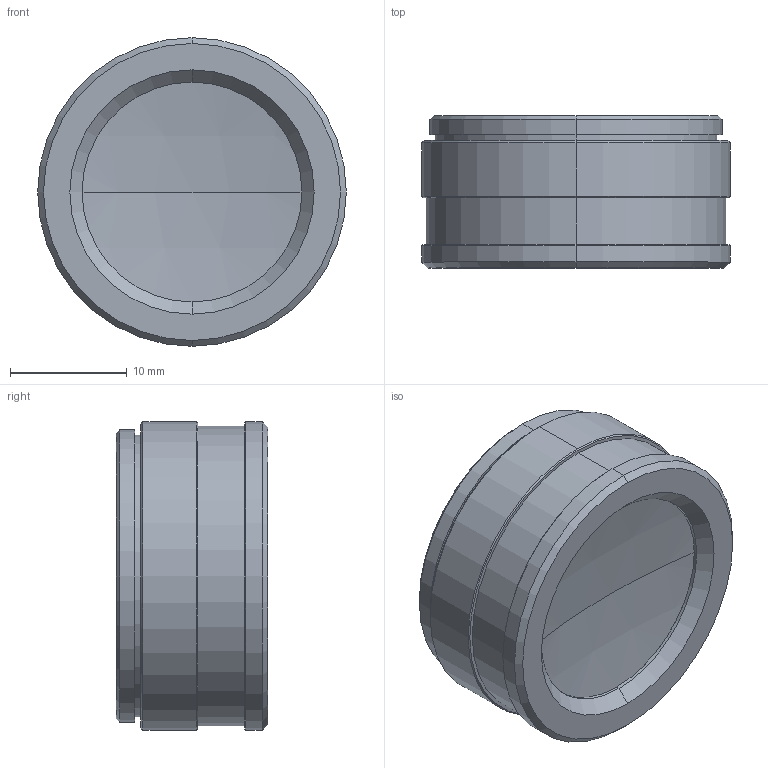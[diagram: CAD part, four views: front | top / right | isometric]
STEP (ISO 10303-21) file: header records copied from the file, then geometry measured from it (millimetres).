
FILE_DESCRIPTION (( 'STEP AP203' ), '1' );
FILE_NAME ('66115.STEP', '2018-10-30T06:01:10', ( 'admin' ), ( '' ), 'SwSTEP 2.0', 'SolidWorks 2017', '' );
FILE_SCHEMA (( 'CONFIG_CONTROL_DESIGN' ));
Length unit declared in the file: millimetre
Products named in the file (1): 66115
Bounding box: 26.4 x 13 x 26.4 mm (x, y, z)
Volume: 4202.9 mm3; surface area: 2710.5 mm2
Topology: 1 solids, 1 shells, 43 faces, 86 edges, 54 vertices
Faces by surface type: cylinder 18, cone 12, plane 9, sphere 4
Entity records: 1213 total; most frequent: DIRECTION 230, CARTESIAN_POINT 184, ORIENTED_EDGE 172, AXIS2_PLACEMENT_3D 100, EDGE_CURVE 86, CIRCLE 56, VERTEX_POINT 54, EDGE_LOOP 52
